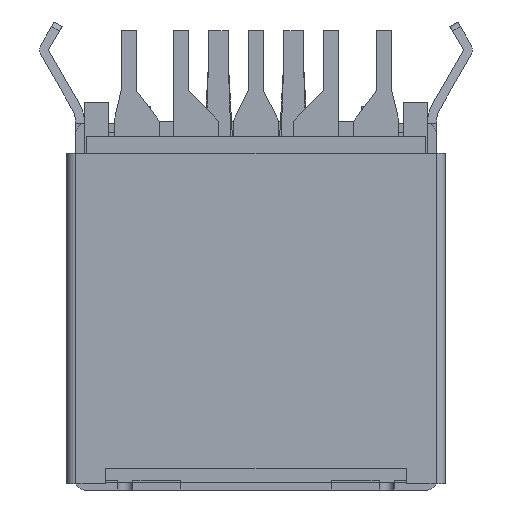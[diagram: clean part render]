
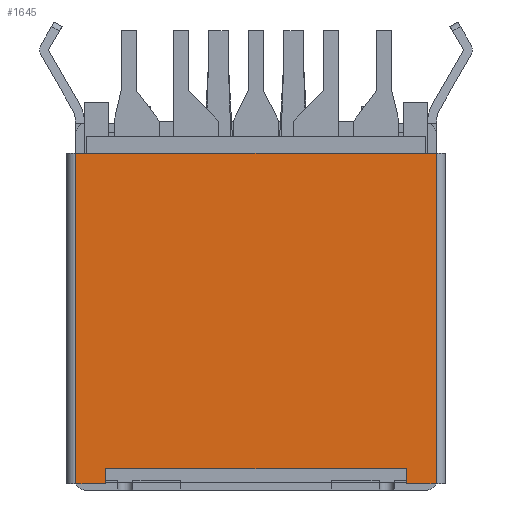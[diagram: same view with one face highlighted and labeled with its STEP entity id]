
A CAD part, left-side view. The second image highlights one B-rep face of the part: STEP entity #1645.
In plain terms, the highlighted planar face has unit normal (-1, 0, 0).
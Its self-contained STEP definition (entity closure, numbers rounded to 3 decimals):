
#1645=ADVANCED_FACE('',(#3612),#3613,.T.);
#3612=FACE_OUTER_BOUND('',#5916,.T.);
#3613=PLANE('',#5917);
#5916=EDGE_LOOP('',(#14034,#14035,#14036,#14037,#14038,#14039,#14040,#14041));
#5917=AXIS2_PLACEMENT_3D('',#14042,#14043,#14044);
#14034=ORIENTED_EDGE('',*,*,#16945,.T.);
#14035=ORIENTED_EDGE('',*,*,#16946,.T.);
#14036=ORIENTED_EDGE('',*,*,#16938,.T.);
#14037=ORIENTED_EDGE('',*,*,#16947,.T.);
#14038=ORIENTED_EDGE('',*,*,#16948,.T.);
#14039=ORIENTED_EDGE('',*,*,#16949,.T.);
#14040=ORIENTED_EDGE('',*,*,#16950,.T.);
#14041=ORIENTED_EDGE('',*,*,#16951,.T.);
#14042=CARTESIAN_POINT('',(-9.675,0.,-1.6));
#14043=DIRECTION('',(-1.0,0.,0.));
#14044=DIRECTION('',(0.,-1.0,0.));
#16938=EDGE_CURVE('',#21366,#21364,#21367,.T.);
#16945=EDGE_CURVE('',#21377,#21378,#21379,.T.);
#16946=EDGE_CURVE('',#21378,#21366,#21380,.T.);
#16947=EDGE_CURVE('',#21364,#21381,#21382,.T.);
#16948=EDGE_CURVE('',#21381,#21383,#21384,.T.);
#16949=EDGE_CURVE('',#21383,#21385,#21386,.T.);
#16950=EDGE_CURVE('',#21385,#21387,#21388,.T.);
#16951=EDGE_CURVE('',#21387,#21377,#21389,.T.);
#21364=VERTEX_POINT('',#28308);
#21366=VERTEX_POINT('',#28311);
#21367=LINE('',#28312,#28313);
#21377=VERTEX_POINT('',#28328);
#21378=VERTEX_POINT('',#28329);
#21379=LINE('',#28330,#28331);
#21380=LINE('',#28332,#28333);
#21381=VERTEX_POINT('',#28334);
#21382=LINE('',#28335,#28336);
#21383=VERTEX_POINT('',#28337);
#21384=LINE('',#28338,#28339);
#21385=VERTEX_POINT('',#28340);
#21386=LINE('',#28341,#28342);
#21387=VERTEX_POINT('',#28343);
#21388=LINE('',#28344,#28345);
#21389=LINE('',#28346,#28347);
#28308=CARTESIAN_POINT('',(-9.675,5.,-7.1));
#28311=CARTESIAN_POINT('',(-9.675,5.99,-7.1));
#28312=CARTESIAN_POINT('',(-9.675,6.,-7.1));
#28313=VECTOR('',#31692,1000.0);
#28328=CARTESIAN_POINT('',(-9.675,-5.99,3.9));
#28329=CARTESIAN_POINT('',(-9.675,5.99,3.9));
#28330=CARTESIAN_POINT('',(-9.675,-6.,3.9));
#28331=VECTOR('',#31701,1000.0);
#28332=CARTESIAN_POINT('',(-9.675,5.99,3.9));
#28333=VECTOR('',#31702,1000.0);
#28334=CARTESIAN_POINT('',(-9.675,5.,-6.6));
#28335=CARTESIAN_POINT('',(-9.675,5.,-1.6));
#28336=VECTOR('',#31703,1000.0);
#28337=CARTESIAN_POINT('',(-9.675,-5.,-6.6));
#28338=CARTESIAN_POINT('',(-9.675,0.,-6.6));
#28339=VECTOR('',#31704,1000.0);
#28340=CARTESIAN_POINT('',(-9.675,-5.,-7.1));
#28341=CARTESIAN_POINT('',(-9.675,-5.,-1.6));
#28342=VECTOR('',#31705,1000.0);
#28343=CARTESIAN_POINT('',(-9.675,-5.99,-7.1));
#28344=CARTESIAN_POINT('',(-9.675,6.,-7.1));
#28345=VECTOR('',#31706,1000.0);
#28346=CARTESIAN_POINT('',(-9.675,-5.99,-7.1));
#28347=VECTOR('',#31707,1000.0);
#31692=DIRECTION('',(0.,-1.0,0.));
#31701=DIRECTION('',(0.,1.0,0.));
#31702=DIRECTION('',(0.,0.,-1.0));
#31703=DIRECTION('',(0.,0.,1.0));
#31704=DIRECTION('',(0.,-1.0,0.));
#31705=DIRECTION('',(0.,0.,-1.0));
#31706=DIRECTION('',(0.,-1.0,0.));
#31707=DIRECTION('',(0.,0.,1.0));
